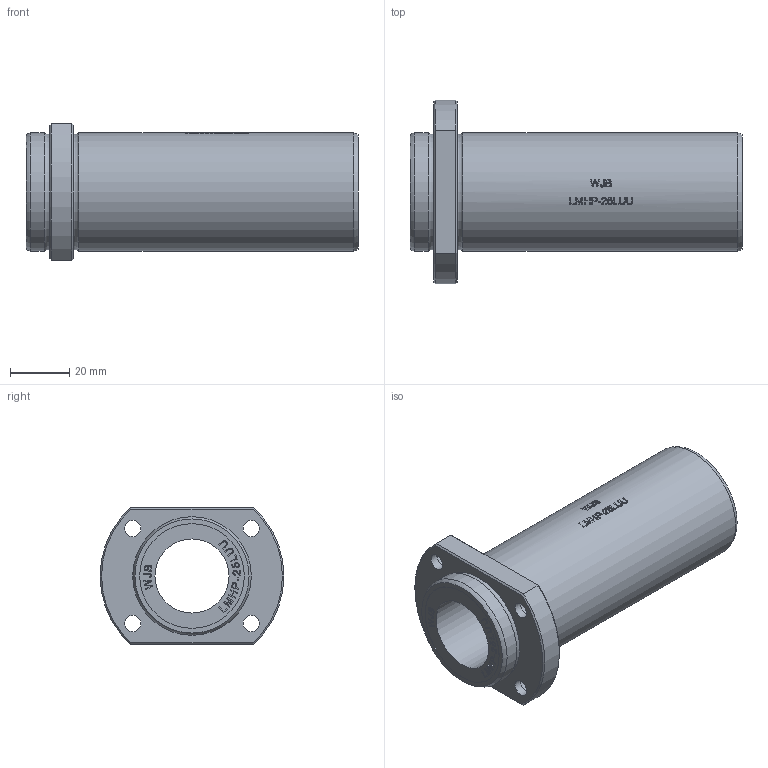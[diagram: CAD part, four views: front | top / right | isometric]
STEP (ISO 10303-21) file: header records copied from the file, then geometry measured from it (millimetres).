
FILE_DESCRIPTION(/* description */ (''),/* implementation_level */ '2;1');
FILE_NAME(/* name */ 'WJB-LMHP-25LUU-2.stp',/* time_stamp */ '2019-01-26T19:32:24+08:00',/* author */ (''),/* organization */ (''),/* preprocessor_version */ 'ST-DEVELOPER v11',/* originating_system */ 'SIEMENS UGS NX 6.0',/* authorisation */ '');
FILE_SCHEMA (('AUTOMOTIVE_DESIGN { 1 0 10303 214 1 1 1 1 }'));
Length unit declared in the file: millimetre
Products named in the file (1): ROCK97E1xq8c
Bounding box: 112 x 62 x 46 mm (x, y, z)
Volume: 94161.2 mm3; surface area: 28030.2 mm2
Topology: 1 solids, 1 shells, 402 faces, 1024 edges, 680 vertices
Faces by surface type: plane 267, extrusion 96, cylinder 31, cone 4, torus 4
Full cylindrical faces by diameter (mm): 5.5 x4, 9 x4, 25 x1, 35.3 x2, 40 x2
Entity records: 15111 total; most frequent: CARTESIAN_POINT 6004, ORIENTED_EDGE 2006, DIRECTION 1471, EDGE_CURVE 1003, VERTEX_POINT 676, VECTOR 629, LINE 533, EDGE_LOOP 485
